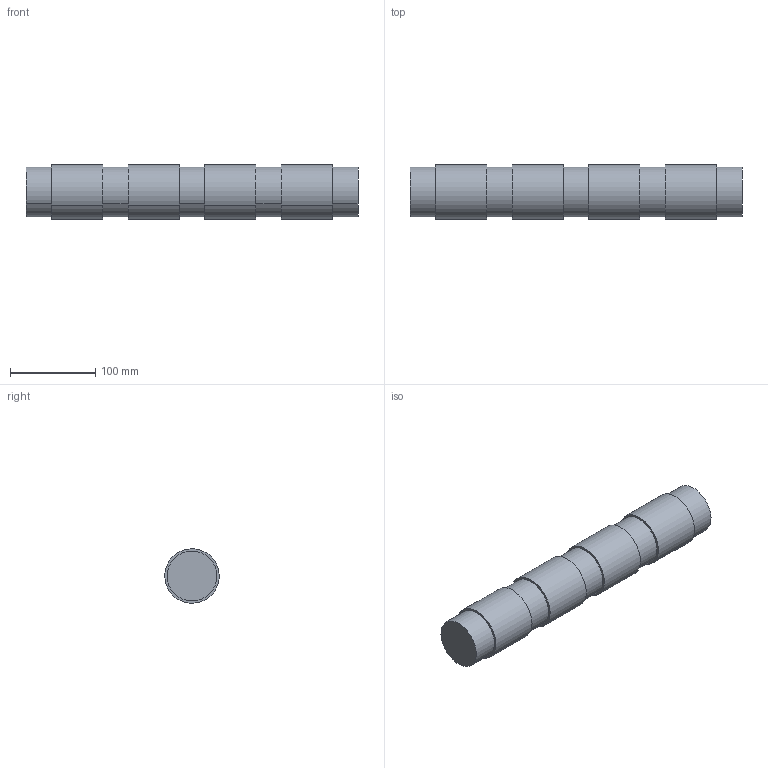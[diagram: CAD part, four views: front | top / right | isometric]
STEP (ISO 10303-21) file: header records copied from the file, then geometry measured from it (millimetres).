
FILE_DESCRIPTION(('CATIA V5 STEP Exchange'),'2;1');
FILE_NAME('outillage controle BM.CATDrawing.stp','2017-07-27T14:44:40+00:00',('none'),('none'),'CATIA Version 5 Release 19 SP 2 (IN-10)','CATIA V5 STEP AP203','none');
FILE_SCHEMA(('CONFIG_CONTROL_DESIGN'));
Length unit declared in the file: millimetre
Products named in the file (1): Part2
Bounding box: 390 x 63.98 x 63.98 mm (x, y, z)
Volume: 1178428.6 mm3; surface area: 85412.6 mm2
Topology: 1 solids, 1 shells, 28 faces, 54 edges, 36 vertices
Faces by surface type: cylinder 18, plane 10
Entity records: 660 total; most frequent: ORIENTED_EDGE 108, CARTESIAN_POINT 103, DIRECTION 78, EDGE_CURVE 54, AXIS2_PLACEMENT_3D 49, CIRCLE 36, EDGE_LOOP 36, VERTEX_POINT 36
